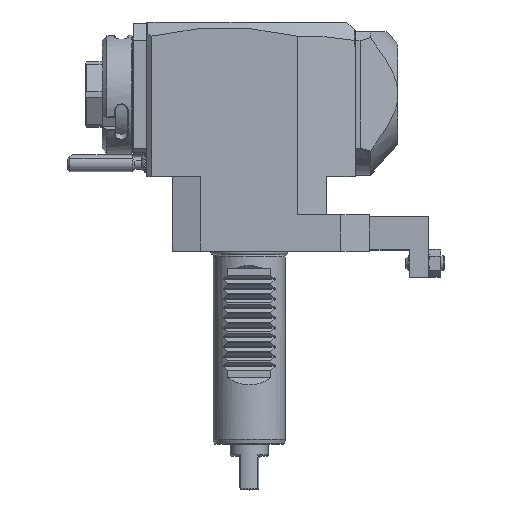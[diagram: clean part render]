
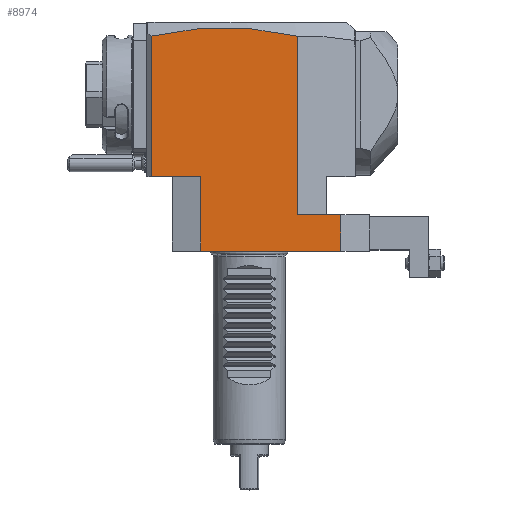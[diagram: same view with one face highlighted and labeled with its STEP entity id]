
A CAD part, top view. The second image highlights one B-rep face of the part: STEP entity #8974.
In plain terms, the highlighted planar face has unit normal (0, 0, 1).
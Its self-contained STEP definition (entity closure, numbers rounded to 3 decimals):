
#289=DIRECTION('',(-1.,0.,0.));
#290=VECTOR('',#289,20.5);
#291=CARTESIAN_POINT('',(-20.,31.,32.));
#292=LINE('',#291,#290);
#293=CARTESIAN_POINT('',(-40.5,89.133,32.));
#294=CARTESIAN_POINT('',(-35.458,90.345,32.));
#295=CARTESIAN_POINT('',(-25.373,92.145,32.));
#296=CARTESIAN_POINT('',(-10.247,93.032,32.));
#297=CARTESIAN_POINT('',(4.877,92.124,32.));
#298=CARTESIAN_POINT('',(14.959,90.311,32.));
#299=CARTESIAN_POINT('',(20.,89.092,32.));
#301=DIRECTION('',(-1.,0.,0.));
#302=VECTOR('',#301,58.);
#303=CARTESIAN_POINT('',(38.,0.,32.));
#304=LINE('',#303,#302);
#1015=DIRECTION('',(-1.,0.,0.));
#1016=VECTOR('',#1015,18.);
#1017=CARTESIAN_POINT('',(38.,15.,32.));
#1018=LINE('',#1017,#1016);
#1047=DIRECTION('',(0.,1.,0.));
#1048=VECTOR('',#1047,15.);
#1049=CARTESIAN_POINT('',(38.,0.,32.));
#1050=LINE('',#1049,#1048);
#2711=DIRECTION('',(0.,1.,0.));
#2712=VECTOR('',#2711,74.092);
#2713=CARTESIAN_POINT('',(20.,15.,32.));
#2714=LINE('',#2713,#2712);
#2761=DIRECTION('',(0.,-1.,0.));
#2762=VECTOR('',#2761,58.133);
#2763=CARTESIAN_POINT('',(-40.5,89.133,32.));
#2764=LINE('',#2763,#2762);
#5363=DIRECTION('',(0.,-1.,0.));
#5364=VECTOR('',#5363,31.);
#5365=CARTESIAN_POINT('',(-20.,31.,32.));
#5366=LINE('',#5365,#5364);
#7911=CARTESIAN_POINT('',(20.,15.,32.));
#7912=VERTEX_POINT('',#7911);
#8318=VERTEX_POINT('',#293);
#8319=VERTEX_POINT('',#299);
#8646=CARTESIAN_POINT('',(-40.5,31.,32.));
#8648=VERTEX_POINT('',#8646);
#8654=CARTESIAN_POINT('',(-20.,0.,32.));
#8656=VERTEX_POINT('',#8654);
#8725=CARTESIAN_POINT('',(38.,0.,32.));
#8727=VERTEX_POINT('',#8725);
#8733=CARTESIAN_POINT('',(38.,15.,32.));
#8735=VERTEX_POINT('',#8733);
#8908=CARTESIAN_POINT('',(-20.,31.,32.));
#8909=VERTEX_POINT('',#8908);
#8952=CARTESIAN_POINT('',(-67.831,31.,32.));
#8953=DIRECTION('',(0.,0.,1.));
#8954=DIRECTION('',(1.,0.,0.));
#8955=AXIS2_PLACEMENT_3D('',#8952,#8953,#8954);
#8956=PLANE('',#8955);
#8958=ORIENTED_EDGE('',*,*,#8957,.T.);
#8960=ORIENTED_EDGE('',*,*,#8959,.F.);
#8962=ORIENTED_EDGE('',*,*,#8961,.T.);
#8964=ORIENTED_EDGE('',*,*,#8963,.F.);
#8966=ORIENTED_EDGE('',*,*,#8965,.F.);
#8968=ORIENTED_EDGE('',*,*,#8967,.F.);
#8969=ORIENTED_EDGE('',*,*,#8915,.T.);
#8971=ORIENTED_EDGE('',*,*,#8970,.F.);
#8972=EDGE_LOOP('',(#8958,#8960,#8962,#8964,#8966,#8968,#8969,#8971));
#8973=FACE_OUTER_BOUND('',#8972,.F.);
#300=B_SPLINE_CURVE_WITH_KNOTS('',3,(#293,#294,#295,#296,#297,#298,#299),
.UNSPECIFIED.,.F.,.F.,(4,1,1,1,4),(0.,0.25,0.5,0.75,1.),
.UNSPECIFIED.);
#8915=EDGE_CURVE('',#8727,#8656,#304,.T.);
#8957=EDGE_CURVE('',#8909,#8648,#292,.T.);
#8959=EDGE_CURVE('',#8318,#8648,#2764,.T.);
#8961=EDGE_CURVE('',#8318,#8319,#300,.T.);
#8963=EDGE_CURVE('',#7912,#8319,#2714,.T.);
#8965=EDGE_CURVE('',#8735,#7912,#1018,.T.);
#8967=EDGE_CURVE('',#8727,#8735,#1050,.T.);
#8970=EDGE_CURVE('',#8909,#8656,#5366,.T.);
#8974=ADVANCED_FACE('',(#8973),#8956,.T.);
